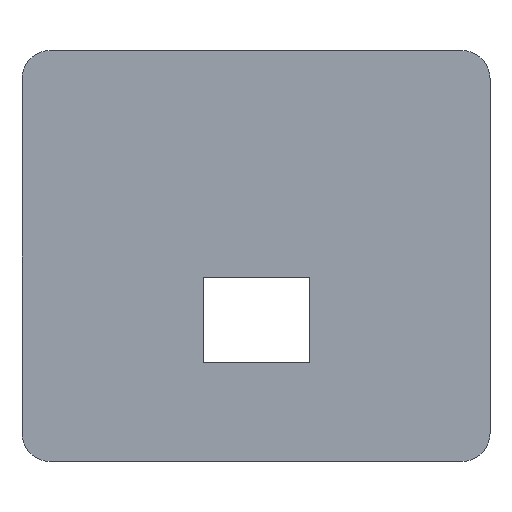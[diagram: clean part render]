
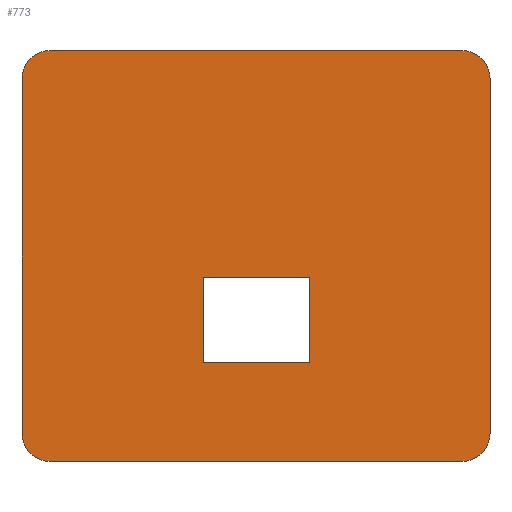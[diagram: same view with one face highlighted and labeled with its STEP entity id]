
A CAD part, front view. The second image highlights one B-rep face of the part: STEP entity #773.
In plain terms, the highlighted planar face has unit normal (0, -1, 0).
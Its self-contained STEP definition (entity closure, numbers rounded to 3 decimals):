
#1 = CIRCLE ( 'NONE', #780, 2. ) ;
#3 = VERTEX_POINT ( 'NONE', #461 ) ;
#23 = ORIENTED_EDGE ( 'NONE', *, *, #573, .T. ) ;
#24 = DIRECTION ( 'NONE',  ( 1., 0., 0. ) ) ;
#43 = CARTESIAN_POINT ( 'NONE',  ( 3.8, 0., -1.5 ) ) ;
#70 = VECTOR ( 'NONE', #144, 1000. ) ;
#76 = LINE ( 'NONE', #422, #171 ) ;
#82 = ORIENTED_EDGE ( 'NONE', *, *, #876, .T. ) ;
#89 = ORIENTED_EDGE ( 'NONE', *, *, #376, .F. ) ;
#92 = VERTEX_POINT ( 'NONE', #1175 ) ;
#93 = VECTOR ( 'NONE', #24, 1000. ) ;
#96 = VERTEX_POINT ( 'NONE', #616 ) ;
#99 = DIRECTION ( 'NONE',  ( 0., -1., 0. ) ) ;
#115 = EDGE_CURVE ( 'NONE', #957, #225, #723, .T. ) ;
#127 = VERTEX_POINT ( 'NONE', #528 ) ;
#133 = VERTEX_POINT ( 'NONE', #185 ) ;
#142 = CARTESIAN_POINT ( 'NONE',  ( -16.5, 0., -12.5 ) ) ;
#144 = DIRECTION ( 'NONE',  ( 0., 0., -1. ) ) ;
#148 = VECTOR ( 'NONE', #316, 1000. ) ;
#149 = VERTEX_POINT ( 'NONE', #572 ) ;
#154 = DIRECTION ( 'NONE',  ( 0., 0., -1. ) ) ;
#171 = VECTOR ( 'NONE', #892, 1000. ) ;
#175 = CARTESIAN_POINT ( 'NONE',  ( -3.7, 0., -1.5 ) ) ;
#185 = CARTESIAN_POINT ( 'NONE',  ( 3.8, 0., -7.5 ) ) ;
#198 = CIRCLE ( 'NONE', #358, 2. ) ;
#202 = DIRECTION ( 'NONE',  ( 0., 0., -1. ) ) ;
#215 = CARTESIAN_POINT ( 'NONE',  ( -16.5, 0., 12.5 ) ) ;
#225 = VERTEX_POINT ( 'NONE', #215 ) ;
#230 = VECTOR ( 'NONE', #910, 1000. ) ;
#235 = PLANE ( 'NONE',  #603 ) ;
#268 = CARTESIAN_POINT ( 'NONE',  ( -16.5, 0., -14.5 ) ) ;
#298 = CARTESIAN_POINT ( 'NONE',  ( -14.5, 0., -12.5 ) ) ;
#316 = DIRECTION ( 'NONE',  ( 0., 0., -1. ) ) ;
#319 = CARTESIAN_POINT ( 'NONE',  ( 14.5, 0., -12.5 ) ) ;
#328 = DIRECTION ( 'NONE',  ( 0., -1., 0. ) ) ;
#334 = EDGE_CURVE ( 'NONE', #508, #737, #378, .T. ) ;
#349 = CARTESIAN_POINT ( 'NONE',  ( 16.5, 0., -12.5 ) ) ;
#354 = LINE ( 'NONE', #175, #230 ) ;
#358 = AXIS2_PLACEMENT_3D ( 'NONE', #787, #328, #1155 ) ;
#376 = EDGE_CURVE ( 'NONE', #92, #149, #76, .T. ) ;
#378 = LINE ( 'NONE', #746, #93 ) ;
#403 = ORIENTED_EDGE ( 'NONE', *, *, #115, .F. ) ;
#414 = CARTESIAN_POINT ( 'NONE',  ( -14.5, 0., 12.5 ) ) ;
#415 = AXIS2_PLACEMENT_3D ( 'NONE', #319, #1145, #154 ) ;
#422 = CARTESIAN_POINT ( 'NONE',  ( -16.5, 0., 14.5 ) ) ;
#425 = DIRECTION ( 'NONE',  ( 0., -1., 0. ) ) ;
#438 = CARTESIAN_POINT ( 'NONE',  ( 0., 0., 0. ) ) ;
#443 = LINE ( 'NONE', #268, #799 ) ;
#461 = CARTESIAN_POINT ( 'NONE',  ( 16.5, 0., 12.5 ) ) ;
#480 = ORIENTED_EDGE ( 'NONE', *, *, #1067, .T. ) ;
#486 = ORIENTED_EDGE ( 'NONE', *, *, #1161, .T. ) ;
#488 = EDGE_LOOP ( 'NONE', ( #480, #82, #1164, #23 ) ) ;
#493 = VECTOR ( 'NONE', #923, 1000. ) ;
#508 = VERTEX_POINT ( 'NONE', #612 ) ;
#520 = FACE_BOUND ( 'NONE', #488, .T. ) ;
#528 = CARTESIAN_POINT ( 'NONE',  ( 14.5, 0., -14.5 ) ) ;
#536 = ORIENTED_EDGE ( 'NONE', *, *, #965, .T. ) ;
#572 = CARTESIAN_POINT ( 'NONE',  ( 14.5, 0., 14.5 ) ) ;
#573 = EDGE_CURVE ( 'NONE', #737, #133, #945, .T. ) ;
#603 = AXIS2_PLACEMENT_3D ( 'NONE', #438, #983, #814 ) ;
#607 = LINE ( 'NONE', #794, #70 ) ;
#612 = CARTESIAN_POINT ( 'NONE',  ( -3.7, 0., -1.5 ) ) ;
#616 = CARTESIAN_POINT ( 'NONE',  ( -14.5, 0., -14.5 ) ) ;
#620 = CARTESIAN_POINT ( 'NONE',  ( -3.7, 0., -7.5 ) ) ;
#691 = ORIENTED_EDGE ( 'NONE', *, *, #1022, .T. ) ;
#693 = DIRECTION ( 'NONE',  ( 0., 0., -1. ) ) ;
#710 = EDGE_CURVE ( 'NONE', #3, #846, #607, .T. ) ;
#723 = LINE ( 'NONE', #990, #842 ) ;
#726 = AXIS2_PLACEMENT_3D ( 'NONE', #298, #99, #202 ) ;
#737 = VERTEX_POINT ( 'NONE', #1065 ) ;
#746 = CARTESIAN_POINT ( 'NONE',  ( -3.7, 0., -1.5 ) ) ;
#747 = CIRCLE ( 'NONE', #726, 2. ) ;
#767 = CIRCLE ( 'NONE', #415, 2. ) ;
#773 = ADVANCED_FACE ( 'NONE', ( #520, #1060 ), #235, .T. ) ;
#780 = AXIS2_PLACEMENT_3D ( 'NONE', #414, #425, #693 ) ;
#787 = CARTESIAN_POINT ( 'NONE',  ( 14.5, 0., 12.5 ) ) ;
#793 = ORIENTED_EDGE ( 'NONE', *, *, #1102, .F. ) ;
#794 = CARTESIAN_POINT ( 'NONE',  ( 16.5, 0., 14.5 ) ) ;
#799 = VECTOR ( 'NONE', #813, 1000. ) ;
#813 = DIRECTION ( 'NONE',  ( -1., 0., 0. ) ) ;
#814 = DIRECTION ( 'NONE',  ( 0., 0., -1. ) ) ;
#842 = VECTOR ( 'NONE', #1080, 1000. ) ;
#846 = VERTEX_POINT ( 'NONE', #349 ) ;
#876 = EDGE_CURVE ( 'NONE', #1053, #508, #354, .T. ) ;
#892 = DIRECTION ( 'NONE',  ( 1., 0., 0. ) ) ;
#902 = EDGE_CURVE ( 'NONE', #92, #225, #1, .T. ) ;
#910 = DIRECTION ( 'NONE',  ( 0., 0., 1. ) ) ;
#916 = LINE ( 'NONE', #620, #493 ) ;
#923 = DIRECTION ( 'NONE',  ( -1., 0., 0. ) ) ;
#945 = LINE ( 'NONE', #43, #148 ) ;
#957 = VERTEX_POINT ( 'NONE', #142 ) ;
#965 = EDGE_CURVE ( 'NONE', #127, #846, #767, .T. ) ;
#983 = DIRECTION ( 'NONE',  ( 0., -1., 0. ) ) ;
#990 = CARTESIAN_POINT ( 'NONE',  ( -16.5, 0., 14.5 ) ) ;
#992 = ORIENTED_EDGE ( 'NONE', *, *, #902, .T. ) ;
#1022 = EDGE_CURVE ( 'NONE', #3, #149, #198, .T. ) ;
#1030 = ORIENTED_EDGE ( 'NONE', *, *, #710, .F. ) ;
#1053 = VERTEX_POINT ( 'NONE', #1092 ) ;
#1060 = FACE_OUTER_BOUND ( 'NONE', #1185, .T. ) ;
#1065 = CARTESIAN_POINT ( 'NONE',  ( 3.8, 0., -1.5 ) ) ;
#1067 = EDGE_CURVE ( 'NONE', #133, #1053, #916, .T. ) ;
#1080 = DIRECTION ( 'NONE',  ( 0., 0., 1. ) ) ;
#1092 = CARTESIAN_POINT ( 'NONE',  ( -3.7, 0., -7.5 ) ) ;
#1102 = EDGE_CURVE ( 'NONE', #127, #96, #443, .T. ) ;
#1145 = DIRECTION ( 'NONE',  ( 0., -1., 0. ) ) ;
#1155 = DIRECTION ( 'NONE',  ( 0., 0., -1. ) ) ;
#1161 = EDGE_CURVE ( 'NONE', #957, #96, #747, .T. ) ;
#1164 = ORIENTED_EDGE ( 'NONE', *, *, #334, .T. ) ;
#1175 = CARTESIAN_POINT ( 'NONE',  ( -14.5, 0., 14.5 ) ) ;
#1185 = EDGE_LOOP ( 'NONE', ( #403, #486, #793, #536, #1030, #691, #89, #992 ) ) ;
